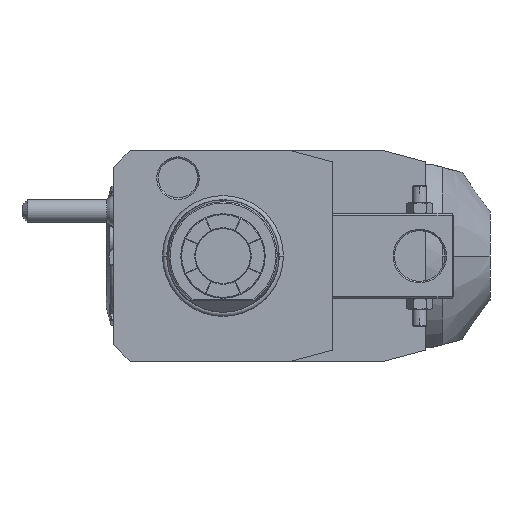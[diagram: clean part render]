
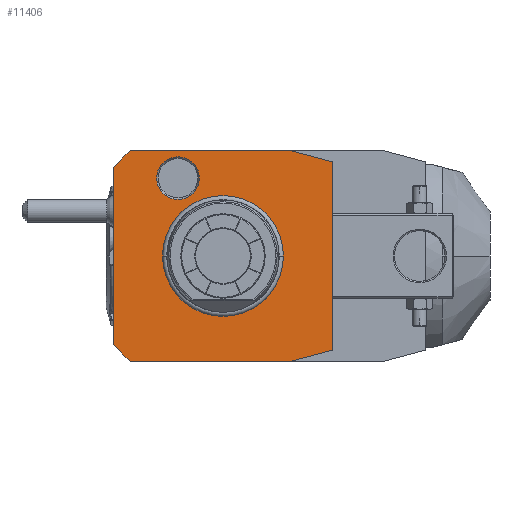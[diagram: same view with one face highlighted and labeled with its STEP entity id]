
A CAD part, front view. The second image highlights one B-rep face of the part: STEP entity #11406.
In plain terms, the highlighted planar face has unit normal (0, -1, 0).
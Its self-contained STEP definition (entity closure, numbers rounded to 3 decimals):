
#326=DIRECTION('',(1.,0.,0.));
#327=VECTOR('',#326,57.);
#328=CARTESIAN_POINT('',(-33.,0.,-37.5));
#329=LINE('',#328,#327);
#330=DIRECTION('',(0.707,0.,-0.707));
#331=VECTOR('',#330,8.485);
#332=CARTESIAN_POINT('',(-39.,0.,-31.5));
#333=LINE('',#332,#331);
#334=DIRECTION('',(0.,0.,-1.));
#335=VECTOR('',#334,63.);
#336=CARTESIAN_POINT('',(-39.,0.,31.5));
#337=LINE('',#336,#335);
#338=DIRECTION('',(-0.707,0.,-0.707));
#339=VECTOR('',#338,8.485);
#340=CARTESIAN_POINT('',(-33.,0.,37.5));
#341=LINE('',#340,#339);
#342=DIRECTION('',(-1.,0.,0.));
#343=VECTOR('',#342,57.);
#344=CARTESIAN_POINT('',(24.,0.,37.5));
#345=LINE('',#344,#343);
#346=DIRECTION('',(-0.966,0.,0.259));
#347=VECTOR('',#346,15.529);
#348=CARTESIAN_POINT('',(39.,0.,33.481));
#349=LINE('',#348,#347);
#350=DIRECTION('',(0.,0.,1.));
#351=VECTOR('',#350,66.962);
#352=CARTESIAN_POINT('',(39.,0.,-33.481));
#353=LINE('',#352,#351);
#354=DIRECTION('',(0.966,0.,0.259));
#355=VECTOR('',#354,15.529);
#356=CARTESIAN_POINT('',(24.,0.,-37.5));
#357=LINE('',#356,#355);
#358=CARTESIAN_POINT('',(-16.,0.,27.713));
#359=DIRECTION('',(0.,1.,0.));
#360=DIRECTION('',(1.,0.,0.));
#361=AXIS2_PLACEMENT_3D('',#358,#359,#360);
#363=CARTESIAN_POINT('',(-16.,0.,27.713));
#364=DIRECTION('',(0.,1.,0.));
#365=DIRECTION('',(-1.,0.,0.));
#366=AXIS2_PLACEMENT_3D('',#363,#364,#365);
#3343=CARTESIAN_POINT('',(0.,0.,0.));
#3344=DIRECTION('',(0.,-1.,0.));
#3345=DIRECTION('',(1.,0.,0.));
#3346=AXIS2_PLACEMENT_3D('',#3343,#3344,#3345);
#3348=CARTESIAN_POINT('',(0.,0.,0.));
#3349=DIRECTION('',(0.,-1.,0.));
#3350=DIRECTION('',(-1.,0.,0.));
#3351=AXIS2_PLACEMENT_3D('',#3348,#3349,#3350);
#10006=CARTESIAN_POINT('',(-8.423,0.,27.713));
#10007=CARTESIAN_POINT('',(-23.577,0.,27.713));
#10008=VERTEX_POINT('',#10006);
#10009=VERTEX_POINT('',#10007);
#10904=CARTESIAN_POINT('',(-33.,0.,-37.5));
#10905=CARTESIAN_POINT('',(24.,0.,-37.5));
#10906=VERTEX_POINT('',#10904);
#10907=VERTEX_POINT('',#10905);
#10908=CARTESIAN_POINT('',(39.,0.,-33.481));
#10909=VERTEX_POINT('',#10908);
#10910=CARTESIAN_POINT('',(39.,0.,33.481));
#10911=VERTEX_POINT('',#10910);
#10912=CARTESIAN_POINT('',(24.,0.,37.5));
#10913=VERTEX_POINT('',#10912);
#10914=CARTESIAN_POINT('',(-33.,0.,37.5));
#10915=VERTEX_POINT('',#10914);
#10916=CARTESIAN_POINT('',(-39.,0.,31.5));
#10917=VERTEX_POINT('',#10916);
#10918=CARTESIAN_POINT('',(-39.,0.,-31.5));
#10919=VERTEX_POINT('',#10918);
#10960=CARTESIAN_POINT('',(21.137,0.,0.));
#10961=CARTESIAN_POINT('',(-21.137,0.,0.));
#10962=VERTEX_POINT('',#10960);
#10963=VERTEX_POINT('',#10961);
#11374=CARTESIAN_POINT('',(0.,0.,0.));
#11375=DIRECTION('',(0.,-1.,0.));
#11376=DIRECTION('',(-1.,0.,0.));
#11377=AXIS2_PLACEMENT_3D('',#11374,#11375,#11376);
#11378=PLANE('',#11377);
#11379=ORIENTED_EDGE('',*,*,#11334,.F.);
#11381=ORIENTED_EDGE('',*,*,#11380,.F.);
#11383=ORIENTED_EDGE('',*,*,#11382,.F.);
#11385=ORIENTED_EDGE('',*,*,#11384,.F.);
#11386=ORIENTED_EDGE('',*,*,#11225,.F.);
#11388=ORIENTED_EDGE('',*,*,#11387,.F.);
#11390=ORIENTED_EDGE('',*,*,#11389,.F.);
#11391=ORIENTED_EDGE('',*,*,#11366,.F.);
#11392=EDGE_LOOP('',(#11379,#11381,#11383,#11385,#11386,#11388,#11390,#11391));
#11393=FACE_OUTER_BOUND('',#11392,.F.);
#11395=ORIENTED_EDGE('',*,*,#11394,.T.);
#11397=ORIENTED_EDGE('',*,*,#11396,.T.);
#11398=EDGE_LOOP('',(#11395,#11397));
#11399=FACE_BOUND('',#11398,.F.);
#11401=ORIENTED_EDGE('',*,*,#11400,.F.);
#11403=ORIENTED_EDGE('',*,*,#11402,.F.);
#11404=EDGE_LOOP('',(#11401,#11403));
#11405=FACE_BOUND('',#11404,.F.);
#362=CIRCLE('',#361,7.577);
#367=CIRCLE('',#366,7.577);
#3347=CIRCLE('',#3346,21.137);
#3352=CIRCLE('',#3351,21.137);
#11225=EDGE_CURVE('',#10913,#10915,#345,.T.);
#11334=EDGE_CURVE('',#10906,#10907,#329,.T.);
#11366=EDGE_CURVE('',#10907,#10909,#357,.T.);
#11380=EDGE_CURVE('',#10919,#10906,#333,.T.);
#11382=EDGE_CURVE('',#10917,#10919,#337,.T.);
#11384=EDGE_CURVE('',#10915,#10917,#341,.T.);
#11387=EDGE_CURVE('',#10911,#10913,#349,.T.);
#11389=EDGE_CURVE('',#10909,#10911,#353,.T.);
#11394=EDGE_CURVE('',#10962,#10963,#3347,.T.);
#11396=EDGE_CURVE('',#10963,#10962,#3352,.T.);
#11400=EDGE_CURVE('',#10008,#10009,#362,.T.);
#11402=EDGE_CURVE('',#10009,#10008,#367,.T.);
#11406=ADVANCED_FACE('',(#11393,#11399,#11405),#11378,.T.);
